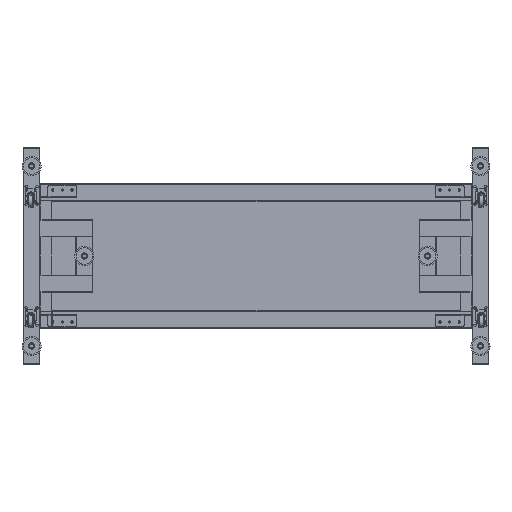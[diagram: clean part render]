
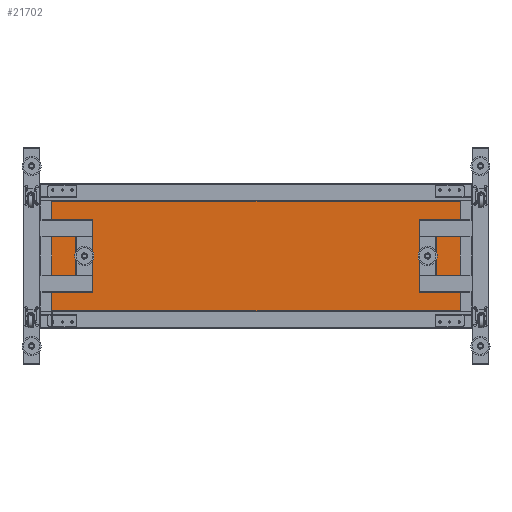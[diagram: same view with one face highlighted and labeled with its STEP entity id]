
A CAD part, front view. The second image highlights one B-rep face of the part: STEP entity #21702.
In plain terms, the highlighted planar face has unit normal (0, -1, 0).
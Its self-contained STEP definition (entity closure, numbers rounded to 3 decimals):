
#785 = CARTESIAN_POINT ( 'NONE',  ( -1268.172, 555.441, -228.49 ) ) ;
#3502 = DIRECTION ( 'NONE',  ( 0., 1., 0. ) ) ;
#4602 = VECTOR ( 'NONE', #8872, 1000. ) ;
#4763 = VECTOR ( 'NONE', #7648, 1000. ) ;
#5589 = ORIENTED_EDGE ( 'NONE', *, *, #73202, .T. ) ;
#6989 = EDGE_LOOP ( 'NONE', ( #5589, #37828, #16605, #53504 ) ) ;
#7648 = DIRECTION ( 'NONE',  ( 1., 0., 0. ) ) ;
#8696 = DIRECTION ( 'NONE',  ( 0., 0., 1. ) ) ;
#8872 = DIRECTION ( 'NONE',  ( 0., 0., 1. ) ) ;
#9502 = PLANE ( 'NONE',  #60686 ) ;
#13118 = LINE ( 'NONE', #19079, #62658 ) ;
#13696 = CARTESIAN_POINT ( 'NONE',  ( -1268.172, 555.441, 0. ) ) ;
#14671 = VERTEX_POINT ( 'NONE', #21438 ) ;
#14756 = VECTOR ( 'NONE', #59385, 1000. ) ;
#16605 = ORIENTED_EDGE ( 'NONE', *, *, #20189, .T. ) ;
#17537 = EDGE_CURVE ( 'NONE', #14671, #34246, #13118, .T. ) ;
#19079 = CARTESIAN_POINT ( 'NONE',  ( 431.828, 555.441, 0. ) ) ;
#20189 = EDGE_CURVE ( 'NONE', #34246, #49018, #72512, .T. ) ;
#20386 = CARTESIAN_POINT ( 'NONE',  ( -1916.662, 555.441, -228.49 ) ) ;
#21438 = CARTESIAN_POINT ( 'NONE',  ( 431.828, 555.441, -228.49 ) ) ;
#21702 = ADVANCED_FACE ( 'NONE', ( #69740 ), #9502, .F. ) ;
#27139 = CARTESIAN_POINT ( 'NONE',  ( 431.828, 555.441, 228.49 ) ) ;
#31650 = LINE ( 'NONE', #13696, #4602 ) ;
#33837 = CARTESIAN_POINT ( 'NONE',  ( -718.172, 555.441, 0. ) ) ;
#34246 = VERTEX_POINT ( 'NONE', #27139 ) ;
#37828 = ORIENTED_EDGE ( 'NONE', *, *, #17537, .T. ) ;
#42206 = CARTESIAN_POINT ( 'NONE',  ( 480.318, 555.441, 228.49 ) ) ;
#43202 = CARTESIAN_POINT ( 'NONE',  ( -1268.172, 555.441, 228.49 ) ) ;
#43430 = DIRECTION ( 'NONE',  ( 0., 0., 1. ) ) ;
#49018 = VERTEX_POINT ( 'NONE', #43202 ) ;
#53504 = ORIENTED_EDGE ( 'NONE', *, *, #55536, .F. ) ;
#55536 = EDGE_CURVE ( 'NONE', #57114, #49018, #31650, .T. ) ;
#57114 = VERTEX_POINT ( 'NONE', #785 ) ;
#59385 = DIRECTION ( 'NONE',  ( -1., 0., 0. ) ) ;
#60686 = AXIS2_PLACEMENT_3D ( 'NONE', #33837, #3502, #8696 ) ;
#61923 = LINE ( 'NONE', #20386, #4763 ) ;
#62658 = VECTOR ( 'NONE', #43430, 1000. ) ;
#69740 = FACE_OUTER_BOUND ( 'NONE', #6989, .T. ) ;
#72512 = LINE ( 'NONE', #42206, #14756 ) ;
#73202 = EDGE_CURVE ( 'NONE', #57114, #14671, #61923, .T. ) ;
